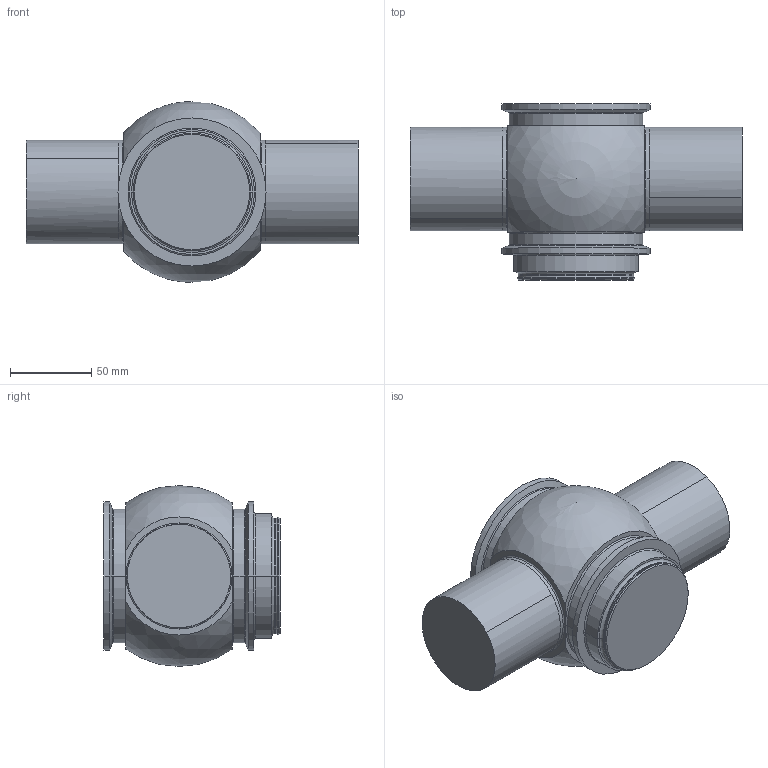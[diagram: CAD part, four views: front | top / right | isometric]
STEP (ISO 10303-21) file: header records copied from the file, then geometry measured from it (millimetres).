
FILE_DESCRIPTION (( 'STEP AP203' ), '1' );
FILE_NAME ('123784.STEP', '2018-04-30T19:30:14', ( '' ), ( '' ), 'SwSTEP 2.0', 'SolidWorks 2014', '' );
FILE_SCHEMA (( 'CONFIG_CONTROL_DESIGN' ));
Length unit declared in the file: inch
Products named in the file (1): 123784
Bounding box: 203.96 x 108.15 x 111.1 mm (x, y, z)
Volume: 1105145.6 mm3; surface area: 72768.1 mm2
Topology: 1 solids, 1 shells, 56 faces, 122 edges, 72 vertices
Faces by surface type: cylinder 22, torus 16, plane 10, cone 6, sphere 2
Entity records: 1579 total; most frequent: DIRECTION 314, CARTESIAN_POINT 241, ORIENTED_EDGE 232, AXIS2_PLACEMENT_3D 141, EDGE_CURVE 116, CIRCLE 84, VERTEX_POINT 68, EDGE_LOOP 62
